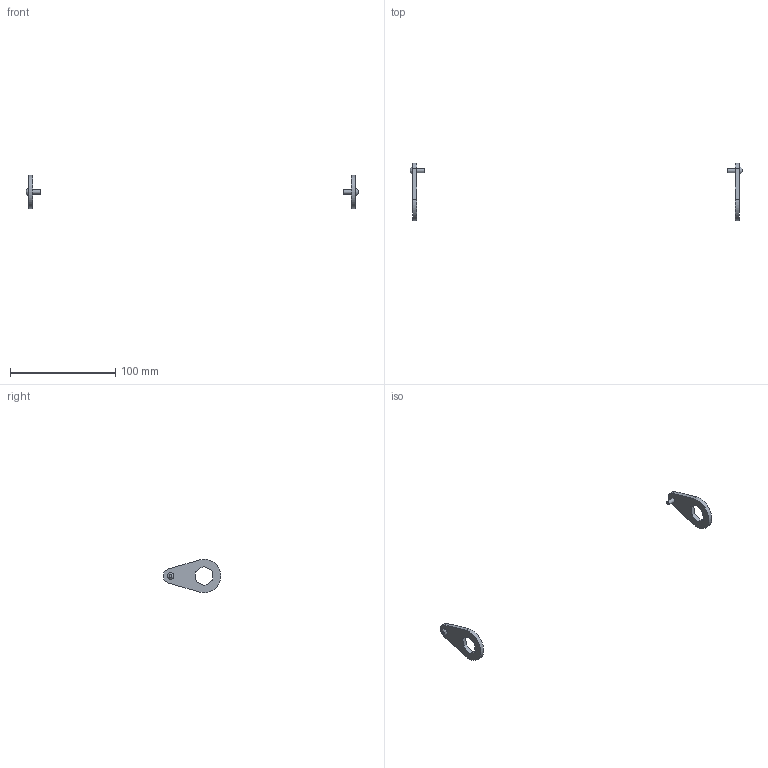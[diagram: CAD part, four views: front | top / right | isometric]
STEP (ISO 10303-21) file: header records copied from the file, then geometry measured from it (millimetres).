
FILE_DESCRIPTION( ( '' ), ' ' );
FILE_NAME( '5de78507f078021554d3a683.step', '2019-12-04T10:05:59', ( '' ), ( '' ), ' ', ' ', ' ' );
FILE_SCHEMA( ( 'AUTOMOTIVE_DESIGN { 1 0 10303 214 1 1 1 1 }' ) );
Length unit declared in the file: metre
Products named in the file (2): Part 65; Part 23
Bounding box: 315 x 54.58 x 31.7 mm (x, y, z)
Volume: 7993.9 mm3; surface area: 5751.9 mm2
Topology: 2 solids, 2 shells, 34 faces, 76 edges, 50 vertices
Faces by surface type: plane 24, cylinder 8, bspline 2
Full cylindrical faces by diameter (mm): 3.81 x2, 6.35 x2
Entity records: 1264 total; most frequent: CARTESIAN_POINT 210, DIRECTION 156, ORIENTED_EDGE 140, EDGE_CURVE 70, AXIS2_PLACEMENT_3D 52, LINE 52, VECTOR 52, VERTEX_POINT 50
